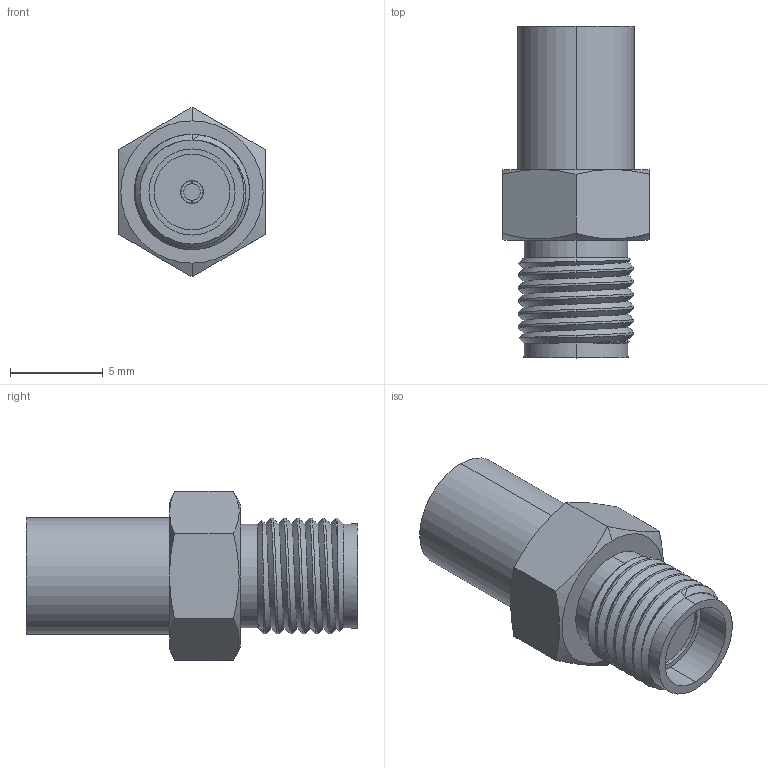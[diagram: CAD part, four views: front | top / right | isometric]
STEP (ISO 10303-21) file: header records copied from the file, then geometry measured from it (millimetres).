
FILE_DESCRIPTION (( 'STEP AP214' ), '1' );
FILE_NAME ('SM5562_3D.step', '2026-04-09T15:13:43', ( '' ), ( '' ), 'SwSTEP 2.0', 'SolidWorks 2025', '' );
FILE_SCHEMA (( 'AUTOMOTIVE_DESIGN' ));
Length unit declared in the file: inch
Products named in the file (3): SM5562; 1AB01-095-MA2; SM5562_3D
Assembly tree (2 placements, depth 2):
  SM5562_3D
    SM5562
    1AB01-095-MA2
Bounding box: 7.92 x 17.91 x 9.15 mm (x, y, z)
Volume: 432.4 mm3; surface area: 1052.6 mm2
Topology: 2 solids, 2 shells, 169 faces, 470 edges, 279 vertices
Faces by surface type: plane 93, cylinder 50, cone 24, bspline 2
Entity records: 7819 total; most frequent: CARTESIAN_POINT 3538, ORIENTED_EDGE 940, DIRECTION 817, EDGE_CURVE 470, AXIS2_PLACEMENT_3D 306, VERTEX_POINT 279, VECTOR 205, LINE 205
